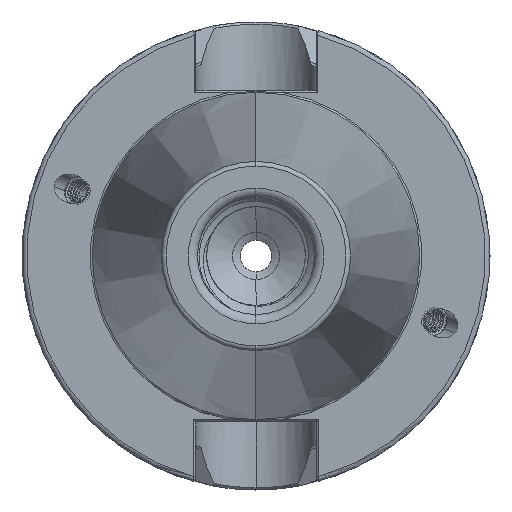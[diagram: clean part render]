
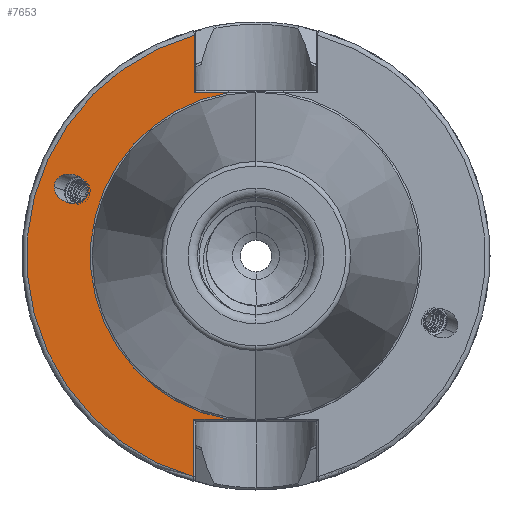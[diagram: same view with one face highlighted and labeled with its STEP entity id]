
A CAD part, left-side view. The second image highlights one B-rep face of the part: STEP entity #7653.
In plain terms, the highlighted planar face has unit normal (-1, 0, 0).
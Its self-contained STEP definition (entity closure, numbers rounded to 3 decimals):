
#1269 = AXIS2_PLACEMENT_3D ( 'NONE', #6551, #6555, #6556 ) ;
#1274 = AXIS2_PLACEMENT_3D ( 'NONE', #6542, #6549, #6550 ) ;
#1275 = VECTOR ( 'NONE', #6545, 1000. ) ;
#1276 = VECTOR ( 'NONE', #6548, 1000. ) ;
#1278 = VECTOR ( 'NONE', #6554, 1000. ) ;
#1680 = CARTESIAN_POINT ( 'NONE',  ( 0., 43.118, 14.766 ) ) ;
#1682 = CARTESIAN_POINT ( 'NONE',  ( 0., 35.968, 13.091 ) ) ;
#1683 = CARTESIAN_POINT ( 'NONE',  ( 0., 35.816, 13.963 ) ) ;
#1731 = CARTESIAN_POINT ( 'NONE',  ( 0., 5.916, 34.9 ) ) ;
#2807 = VERTEX_POINT ( 'NONE', #3723 ) ;
#2809 = VERTEX_POINT ( 'NONE', #3725 ) ;
#2817 = VERTEX_POINT ( 'NONE', #3733 ) ;
#2818 = VERTEX_POINT ( 'NONE', #3734 ) ;
#2828 = VERTEX_POINT ( 'NONE', #3744 ) ;
#2965 = VERTEX_POINT ( 'NONE', #1680 ) ;
#2967 = VERTEX_POINT ( 'NONE', #1682 ) ;
#2968 = VERTEX_POINT ( 'NONE', #1683 ) ;
#3017 = VERTEX_POINT ( 'NONE', #1731 ) ;
#3723 = CARTESIAN_POINT ( 'NONE',  ( 0., 13.194, 47.19 ) ) ;
#3725 = CARTESIAN_POINT ( 'NONE',  ( 0., 13.279, -47.166 ) ) ;
#3733 = CARTESIAN_POINT ( 'NONE',  ( 0., 13.279, -34.9 ) ) ;
#3734 = CARTESIAN_POINT ( 'NONE',  ( 0., 5.916, -34.9 ) ) ;
#3744 = CARTESIAN_POINT ( 'NONE',  ( 0., 13.194, 34.9 ) ) ;
#3897 = CARTESIAN_POINT ( 'NONE',  ( 0., 35.816, 13.963 ) ) ;
#3898 = CARTESIAN_POINT ( 'NONE',  ( 0., 35.816, 13.662 ) ) ;
#3899 = CARTESIAN_POINT ( 'NONE',  ( 0., 35.867, 13.369 ) ) ;
#3900 = CARTESIAN_POINT ( 'NONE',  ( 0., 35.968, 13.091 ) ) ;
#3904 = CARTESIAN_POINT ( 'NONE',  ( 0., 43.118, 14.766 ) ) ;
#3905 = CARTESIAN_POINT ( 'NONE',  ( 0., 43.118, 20.987 ) ) ;
#3906 = CARTESIAN_POINT ( 'NONE',  ( 0., 35.816, 20.184 ) ) ;
#3907 = CARTESIAN_POINT ( 'NONE',  ( 0., 35.816, 13.963 ) ) ;
#4116 =( BOUNDED_CURVE ( )  B_SPLINE_CURVE ( 3, ( #6560, #6561, #6562, #6563 ),
 .UNSPECIFIED., .F., .F. ) 
 B_SPLINE_CURVE_WITH_KNOTS ( ( 4, 4 ),
 ( 0., 2.852 ),
 .UNSPECIFIED. ) 
 CURVE ( )  GEOMETRIC_REPRESENTATION_ITEM ( )  RATIONAL_B_SPLINE_CURVE ( ( 1., 0.43, 0.43, 1. ) ) 
 REPRESENTATION_ITEM ( '' )  );
#4145 =( BOUNDED_CURVE ( )  B_SPLINE_CURVE ( 3, ( #3904, #3905, #3906, #3907 ),
 .UNSPECIFIED., .F., .T. ) 
 B_SPLINE_CURVE_WITH_KNOTS ( ( 4, 4 ),
 ( 2.852, 5.993 ),
 .UNSPECIFIED. ) 
 CURVE ( )  GEOMETRIC_REPRESENTATION_ITEM ( )  RATIONAL_B_SPLINE_CURVE ( ( 1., 0.333, 0.333, 1. ) ) 
 REPRESENTATION_ITEM ( '' )  );
#4169 =( BOUNDED_CURVE ( )  B_SPLINE_CURVE ( 3, ( #3897, #3898, #3899, #3900 ),
 .UNSPECIFIED., .F., .F. ) 
 B_SPLINE_CURVE_WITH_KNOTS ( ( 4, 4 ),
 ( 5.993, 6.283 ),
 .UNSPECIFIED. ) 
 CURVE ( )  GEOMETRIC_REPRESENTATION_ITEM ( )  RATIONAL_B_SPLINE_CURVE ( ( 1., 0.993, 0.993, 1. ) ) 
 REPRESENTATION_ITEM ( '' )  );
#6542 = CARTESIAN_POINT ( 'NONE',  ( 0., 0., 0. ) ) ;
#6543 = LINE ( 'NONE', #6544, #1275 ) ;
#6544 = CARTESIAN_POINT ( 'NONE',  ( 0., 13.194, 47.285 ) ) ;
#6545 = DIRECTION ( 'NONE',  ( 0., 0., 1. ) ) ;
#6546 = LINE ( 'NONE', #6547, #1276 ) ;
#6547 = CARTESIAN_POINT ( 'NONE',  ( 0., 12.85, 34.9 ) ) ;
#6548 = DIRECTION ( 'NONE',  ( 0., 1., 0. ) ) ;
#6549 = DIRECTION ( 'NONE',  ( -1., 0., 0. ) ) ;
#6550 = DIRECTION ( 'NONE',  ( 0., 0., 1. ) ) ;
#6551 = CARTESIAN_POINT ( 'NONE',  ( 0., 0., 0. ) ) ;
#6552 = LINE ( 'NONE', #6553, #1278 ) ;
#6553 = CARTESIAN_POINT ( 'NONE',  ( 0., 35.398, -34.9 ) ) ;
#6554 = DIRECTION ( 'NONE',  ( 0., -1., 0. ) ) ;
#6555 = DIRECTION ( 'NONE',  ( -1., 0., 0. ) ) ;
#6556 = DIRECTION ( 'NONE',  ( 0., 0., 1. ) ) ;
#6557 = LINE ( 'NONE', #6558, #10873 ) ;
#6558 = CARTESIAN_POINT ( 'NONE',  ( 0., 13.279, 0. ) ) ;
#6559 = DIRECTION ( 'NONE',  ( 0., 0., 1. ) ) ;
#6560 = CARTESIAN_POINT ( 'NONE',  ( 0., 35.968, 13.091 ) ) ;
#6561 = CARTESIAN_POINT ( 'NONE',  ( 0., 37.57, 8.69 ) ) ;
#6562 = CARTESIAN_POINT ( 'NONE',  ( 0., 43.118, 9.99 ) ) ;
#6563 = CARTESIAN_POINT ( 'NONE',  ( 0., 43.118, 14.766 ) ) ;
#7005 = CIRCLE ( 'NONE', #1274, 35.398 ) ;
#7006 = CIRCLE ( 'NONE', #1269, 49. ) ;
#7239 = EDGE_LOOP ( 'NONE', ( #14497, #14498, #14495 ) ) ;
#7240 = EDGE_LOOP ( 'NONE', ( #14499, #14501, #14500, #14502, #14503, #14504 ) ) ;
#7516 = EDGE_CURVE ( 'NONE', #2968, #2967, #4169, .T. ) ;
#7518 = EDGE_CURVE ( 'NONE', #2965, #2968, #4145, .T. ) ;
#7653 = ADVANCED_FACE ( 'NONE', ( #13077, #13081 ), #11622, .F. ) ;
#10621 = EDGE_CURVE ( 'NONE', #2828, #2807, #6543, .T. ) ;
#10622 = EDGE_CURVE ( 'NONE', #3017, #2828, #6546, .T. ) ;
#10623 = EDGE_CURVE ( 'NONE', #3017, #2818, #7005, .T. ) ;
#10624 = EDGE_CURVE ( 'NONE', #2817, #2818, #6552, .T. ) ;
#10625 = EDGE_CURVE ( 'NONE', #2807, #2809, #7006, .T. ) ;
#10626 = EDGE_CURVE ( 'NONE', #2809, #2817, #6557, .T. ) ;
#10627 = EDGE_CURVE ( 'NONE', #2967, #2965, #4116, .T. ) ;
#10873 = VECTOR ( 'NONE', #6559, 1000. ) ;
#11622 = PLANE ( 'NONE',  #13083 ) ;
#11623 = CARTESIAN_POINT ( 'NONE',  ( 0., 35.398, 0. ) ) ;
#11624 = DIRECTION ( 'NONE',  ( 1., 0., 0. ) ) ;
#11625 = DIRECTION ( 'NONE',  ( 0., 0., -1. ) ) ;
#13077 = FACE_BOUND ( 'NONE', #7239, .T. ) ;
#13081 = FACE_OUTER_BOUND ( 'NONE', #7240, .T. ) ;
#13083 = AXIS2_PLACEMENT_3D ( 'NONE', #11623, #11624, #11625 ) ;
#14495 = ORIENTED_EDGE ( 'NONE', *, *, #7516, .T. ) ;
#14497 = ORIENTED_EDGE ( 'NONE', *, *, #10627, .T. ) ;
#14498 = ORIENTED_EDGE ( 'NONE', *, *, #7518, .T. ) ;
#14499 = ORIENTED_EDGE ( 'NONE', *, *, #10625, .T. ) ;
#14500 = ORIENTED_EDGE ( 'NONE', *, *, #10624, .T. ) ;
#14501 = ORIENTED_EDGE ( 'NONE', *, *, #10626, .T. ) ;
#14502 = ORIENTED_EDGE ( 'NONE', *, *, #10623, .F. ) ;
#14503 = ORIENTED_EDGE ( 'NONE', *, *, #10622, .T. ) ;
#14504 = ORIENTED_EDGE ( 'NONE', *, *, #10621, .T. ) ;
